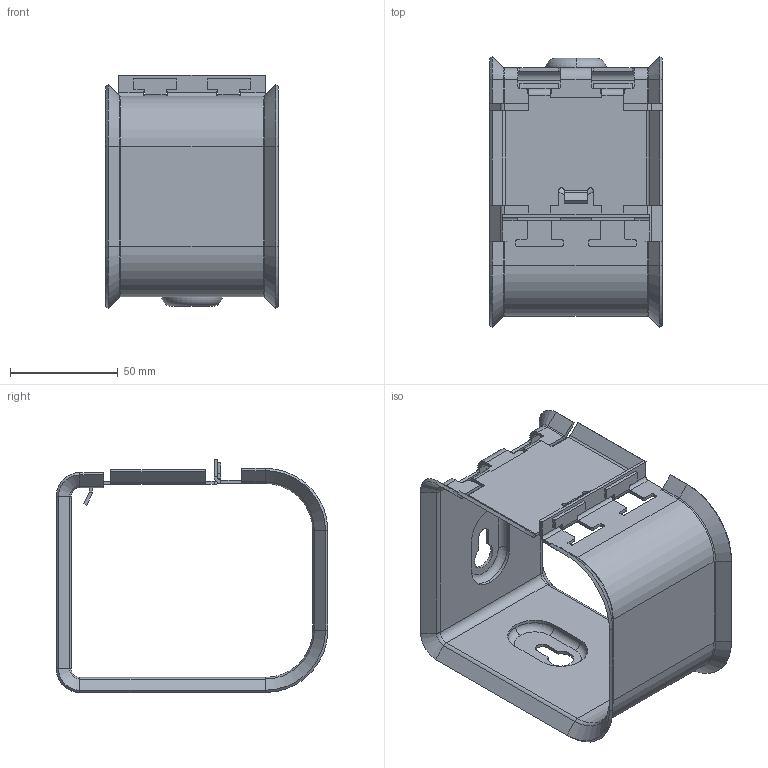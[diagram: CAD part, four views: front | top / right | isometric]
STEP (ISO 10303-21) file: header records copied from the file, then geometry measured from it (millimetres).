
FILE_DESCRIPTION (( 'STEP AP214' ), '1' );
FILE_NAME ('2207060.stp', '2016-09-08T08:11:42', ( '' ), ( '' ), 'SwSTEP 2.0', 'SolidWorks 2014', '' );
FILE_SCHEMA (( 'AUTOMOTIVE_DESIGN' ));
Length unit declared in the file: millimetre
Products named in the file (3): 2207060; EM645-01_Standard; EM645-02_Standard
Assembly tree (2 placements, depth 2):
  2207060
    EM645-01_Standard
    EM645-02_Standard
Bounding box: 80.02 x 126 x 108.1 mm (x, y, z)
Volume: 48684.7 mm3; surface area: 67609.9 mm2
Topology: 2 solids, 2 shells, 375 faces, 913 edges, 538 vertices
Faces by surface type: plane 210, cylinder 113, torus 28, cone 24
Entity records: 10887 total; most frequent: DIRECTION 1955, CARTESIAN_POINT 1831, ORIENTED_EDGE 1826, EDGE_CURVE 913, AXIS2_PLACEMENT_3D 662, VECTOR 631, LINE 631, VERTEX_POINT 538
